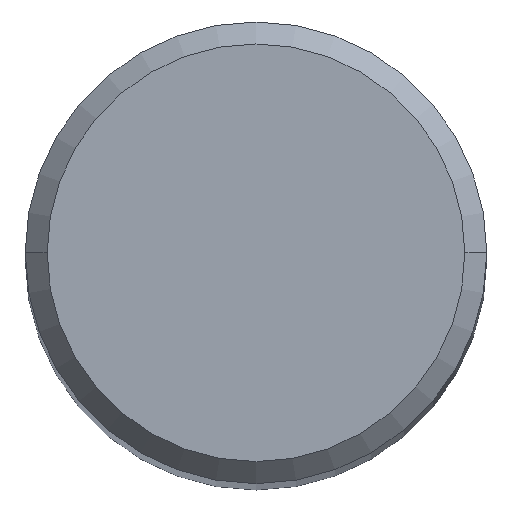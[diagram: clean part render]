
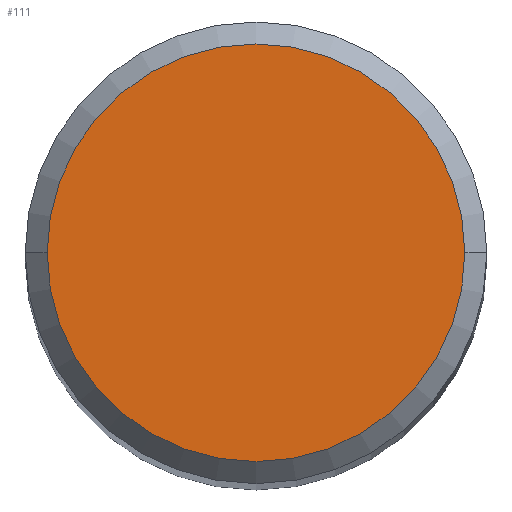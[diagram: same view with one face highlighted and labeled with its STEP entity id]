
A CAD part, top view. The second image highlights one B-rep face of the part: STEP entity #111.
In plain terms, the highlighted planar face has unit normal (0, 0, 1).
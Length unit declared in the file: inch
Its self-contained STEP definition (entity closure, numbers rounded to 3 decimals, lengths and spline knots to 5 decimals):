
#31 = EDGE_CURVE ( 'NONE', #189, #225, #83, .T. ) ;
#34 = ORIENTED_EDGE ( 'NONE', *, *, #31, .T. ) ;
#58 = ORIENTED_EDGE ( 'NONE', *, *, #117, .T. ) ;
#76 = PLANE ( 'NONE',  #195 ) ;
#78 = CARTESIAN_POINT ( 'NONE',  ( 0., 0., 3.74016 ) ) ;
#83 = CIRCLE ( 'NONE', #121, 0.14248 ) ;
#95 = AXIS2_PLACEMENT_3D ( 'NONE', #105, #147, #101 ) ;
#101 = DIRECTION ( 'NONE',  ( 1., 0., 0. ) ) ;
#104 = CARTESIAN_POINT ( 'NONE',  ( -0.14248, 0., 3.74016 ) ) ;
#105 = CARTESIAN_POINT ( 'NONE',  ( 0., 0., 3.74016 ) ) ;
#111 = ADVANCED_FACE ( 'NONE', ( #126 ), #76, .T. ) ;
#117 = EDGE_CURVE ( 'NONE', #225, #189, #297, .T. ) ;
#121 = AXIS2_PLACEMENT_3D ( 'NONE', #78, #295, #181 ) ;
#126 = FACE_OUTER_BOUND ( 'NONE', #127, .T. ) ;
#127 = EDGE_LOOP ( 'NONE', ( #34, #58 ) ) ;
#147 = DIRECTION ( 'NONE',  ( 0., 0., 1. ) ) ;
#181 = DIRECTION ( 'NONE',  ( 1., 0., 0. ) ) ;
#189 = VERTEX_POINT ( 'NONE', #104 ) ;
#195 = AXIS2_PLACEMENT_3D ( 'NONE', #224, #203, #262 ) ;
#203 = DIRECTION ( 'NONE',  ( 0., 0., 1. ) ) ;
#224 = CARTESIAN_POINT ( 'NONE',  ( 0., 0., 3.74016 ) ) ;
#225 = VERTEX_POINT ( 'NONE', #278 ) ;
#262 = DIRECTION ( 'NONE',  ( 1., 0., 0. ) ) ;
#278 = CARTESIAN_POINT ( 'NONE',  ( 0.14248, 0., 3.74016 ) ) ;
#295 = DIRECTION ( 'NONE',  ( 0., 0., 1. ) ) ;
#297 = CIRCLE ( 'NONE', #95, 0.14248 ) ;
